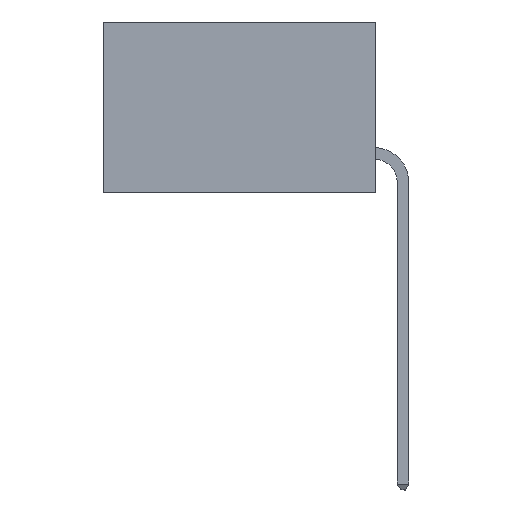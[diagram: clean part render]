
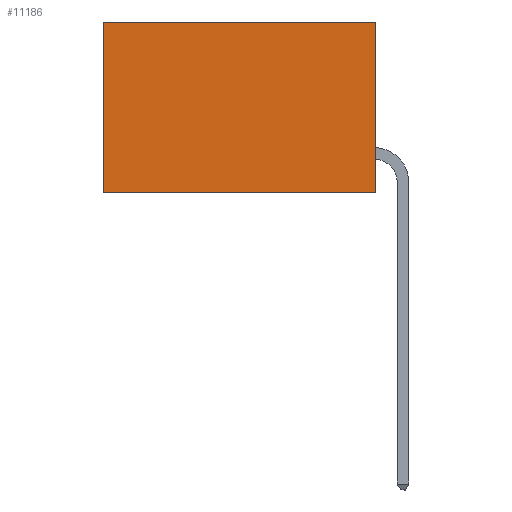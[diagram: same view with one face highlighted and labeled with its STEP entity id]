
A CAD part, left-side view. The second image highlights one B-rep face of the part: STEP entity #11186.
In plain terms, the highlighted planar face has unit normal (-1, 0, 0).
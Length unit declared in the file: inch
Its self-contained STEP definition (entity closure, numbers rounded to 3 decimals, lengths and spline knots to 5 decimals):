
#312 = VECTOR ( 'NONE', #8005, 39.37008 ) ;
#895 = EDGE_LOOP ( 'NONE', ( #16758, #20279, #17431, #14367 ) ) ;
#1334 = EDGE_CURVE ( 'NONE', #14427, #15595, #14825, .T. ) ;
#1402 = CARTESIAN_POINT ( 'NONE',  ( 0.277, 0., 0. ) ) ;
#1405 = EDGE_CURVE ( 'NONE', #14427, #6576, #23267, .T. ) ;
#1734 = PLANE ( 'NONE',  #8210 ) ;
#3734 = DIRECTION ( 'NONE',  ( 1., 0., 0. ) ) ;
#4715 = EDGE_CURVE ( 'NONE', #6576, #15799, #10351, .T. ) ;
#4874 = CARTESIAN_POINT ( 'NONE',  ( 0.277, 0., -0.37 ) ) ;
#5204 = DIRECTION ( 'NONE',  ( 0., 0., -1. ) ) ;
#6157 = CARTESIAN_POINT ( 'NONE',  ( 0.277, 0.59, -0.37 ) ) ;
#6576 = VERTEX_POINT ( 'NONE', #15029 ) ;
#7326 = CARTESIAN_POINT ( 'NONE',  ( 0.277, 0., -0.37 ) ) ;
#7958 = LINE ( 'NONE', #4874, #8535 ) ;
#8005 = DIRECTION ( 'NONE',  ( 0., 0., -1. ) ) ;
#8210 = AXIS2_PLACEMENT_3D ( 'NONE', #7326, #3734, #16597 ) ;
#8535 = VECTOR ( 'NONE', #17721, 39.37008 ) ;
#9745 = DIRECTION ( 'NONE',  ( 0., 1., 0. ) ) ;
#10351 = LINE ( 'NONE', #6157, #312 ) ;
#10919 = EDGE_CURVE ( 'NONE', #15595, #15799, #7958, .T. ) ;
#11186 = ADVANCED_FACE ( 'NONE', ( #11392 ), #1734, .F. ) ;
#11392 = FACE_OUTER_BOUND ( 'NONE', #895, .T. ) ;
#11477 = CARTESIAN_POINT ( 'NONE',  ( 0.277, 0., -0.37 ) ) ;
#12158 = CARTESIAN_POINT ( 'NONE',  ( 0.277, 0., -0.37 ) ) ;
#13638 = VECTOR ( 'NONE', #9745, 39.37008 ) ;
#14367 = ORIENTED_EDGE ( 'NONE', *, *, #1405, .T. ) ;
#14427 = VERTEX_POINT ( 'NONE', #17016 ) ;
#14825 = LINE ( 'NONE', #12158, #19646 ) ;
#15029 = CARTESIAN_POINT ( 'NONE',  ( 0.277, 0.59, 0. ) ) ;
#15595 = VERTEX_POINT ( 'NONE', #11477 ) ;
#15799 = VERTEX_POINT ( 'NONE', #17521 ) ;
#16597 = DIRECTION ( 'NONE',  ( 0., 0., -1. ) ) ;
#16758 = ORIENTED_EDGE ( 'NONE', *, *, #4715, .T. ) ;
#17016 = CARTESIAN_POINT ( 'NONE',  ( 0.277, 0., 0. ) ) ;
#17431 = ORIENTED_EDGE ( 'NONE', *, *, #1334, .F. ) ;
#17521 = CARTESIAN_POINT ( 'NONE',  ( 0.277, 0.59, -0.37 ) ) ;
#17721 = DIRECTION ( 'NONE',  ( 0., 1., 0. ) ) ;
#19646 = VECTOR ( 'NONE', #5204, 39.37008 ) ;
#20279 = ORIENTED_EDGE ( 'NONE', *, *, #10919, .F. ) ;
#23267 = LINE ( 'NONE', #1402, #13638 ) ;
